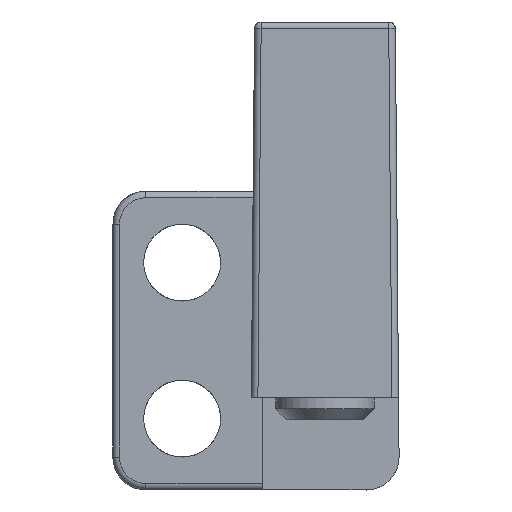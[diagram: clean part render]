
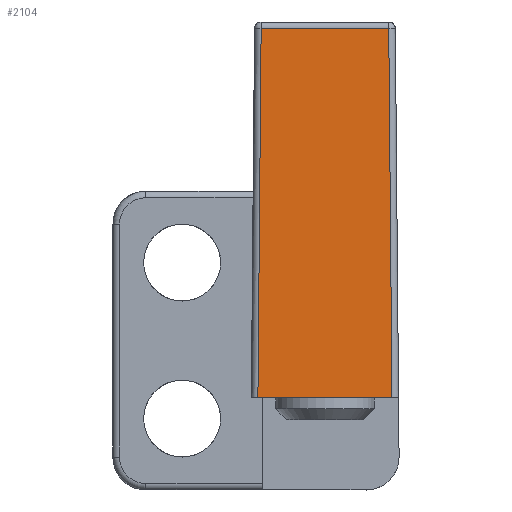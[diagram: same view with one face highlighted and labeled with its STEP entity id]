
A CAD part, front view. The second image highlights one B-rep face of the part: STEP entity #2104.
In plain terms, the highlighted planar face has unit normal (0, -1, 0.009).
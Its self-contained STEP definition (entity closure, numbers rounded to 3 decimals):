
#168=CARTESIAN_POINT('',(-3.051,-7.271,-1.2));
#170=DIRECTION('',(1.,0.,0.));
#171=VECTOR('',#170,6.101);
#172=CARTESIAN_POINT('',(-3.051,-7.271,-1.2));
#173=LINE('',#172,#171);
#213=DIRECTION('',(-1.,0.,0.));
#214=VECTOR('',#213,5.808);
#215=CARTESIAN_POINT('',(2.904,-7.125,15.603));
#216=LINE('',#215,#214);
#232=DIRECTION('',(0.009,0.009,1.));
#233=VECTOR('',#232,16.804);
#234=CARTESIAN_POINT('',(-3.051,-7.271,-1.2));
#235=LINE('',#234,#233);
#236=DIRECTION('',(0.009,-0.009,-1.));
#237=VECTOR('',#236,16.804);
#238=CARTESIAN_POINT('',(2.904,-7.125,15.603));
#239=LINE('',#238,#237);
#1593=VERTEX_POINT('',#168);
#1594=CARTESIAN_POINT('',(3.051,-7.271,-1.2));
#1595=VERTEX_POINT('',#1594);
#1603=CARTESIAN_POINT('',(-2.904,-7.125,
15.603));
#1604=VERTEX_POINT('',#1603);
#1605=CARTESIAN_POINT('',(2.904,-7.125,15.603));
#1606=VERTEX_POINT('',#1605);
#2093=CARTESIAN_POINT('',(4.823,-7.271,-1.2));
#2094=DIRECTION('',(0.,-1.,0.009));
#2095=DIRECTION('',(-1.,0.,0.));
#2096=AXIS2_PLACEMENT_3D('',#2093,#2094,#2095);
#2097=PLANE('',#2096);
#2098=ORIENTED_EDGE('',*,*,#2036,.T.);
#2099=ORIENTED_EDGE('',*,*,#2063,.F.);
#2100=ORIENTED_EDGE('',*,*,#2086,.T.);
#2101=ORIENTED_EDGE('',*,*,#2010,.F.);
#2102=EDGE_LOOP('',(#2098,#2099,#2100,#2101));
#2103=FACE_OUTER_BOUND('',#2102,.F.);
#2010=EDGE_CURVE('',#1593,#1595,#173,.T.);
#2036=EDGE_CURVE('',#1593,#1604,#235,.T.);
#2063=EDGE_CURVE('',#1606,#1604,#216,.T.);
#2086=EDGE_CURVE('',#1606,#1595,#239,.T.);
#2104=ADVANCED_FACE('',(#2103),#2097,.T.);
